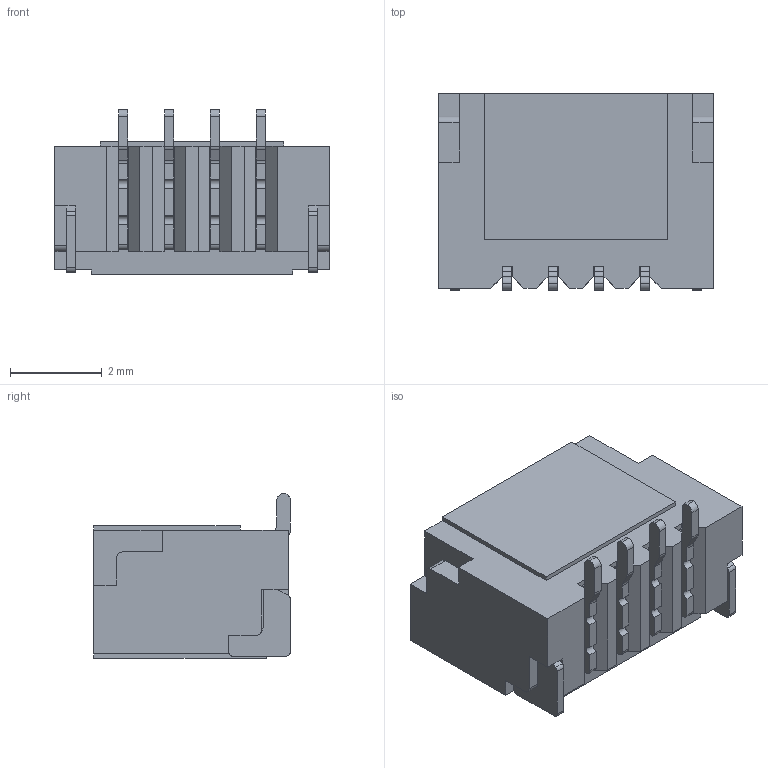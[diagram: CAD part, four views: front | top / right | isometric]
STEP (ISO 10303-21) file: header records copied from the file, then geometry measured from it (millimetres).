
FILE_DESCRIPTION((''),'2;1');
FILE_NAME('WAFER-432960','2018-06-14T',('LengT'),('AFCI'),'CREO PARAMETRIC BY PTC INC, 2016130','CREO PARAMETRIC BY PTC INC, 2016130','');
FILE_SCHEMA(('CONFIG_CONTROL_DESIGN'));
Length unit declared in the file: millimetre
Products named in the file (1): WAFER-432960
Bounding box: 6 x 4.3 x 3.6 mm (x, y, z)
Volume: 37.8 mm3; surface area: 200.4 mm2
Topology: 1 solids, 1 shells, 419 faces, 1298 edges, 844 vertices
Faces by surface type: plane 313, cylinder 106
Entity records: 14440 total; most frequent: ORIENTED_EDGE 2596, CARTESIAN_POINT 2579, DIRECTION 2352, EDGE_CURVE 1298, VECTOR 1074, LINE 1074, VERTEX_POINT 844, AXIS2_PLACEMENT_3D 639
